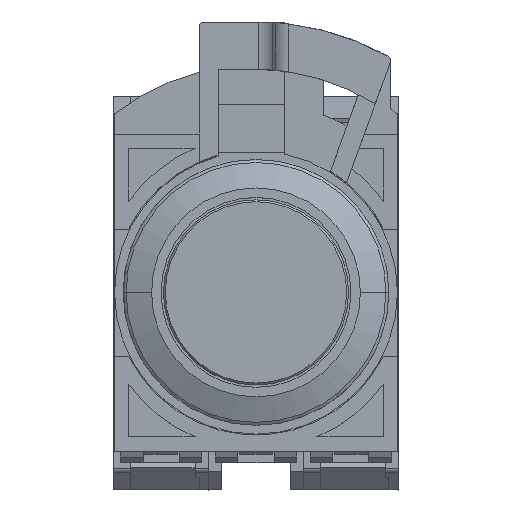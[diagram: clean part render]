
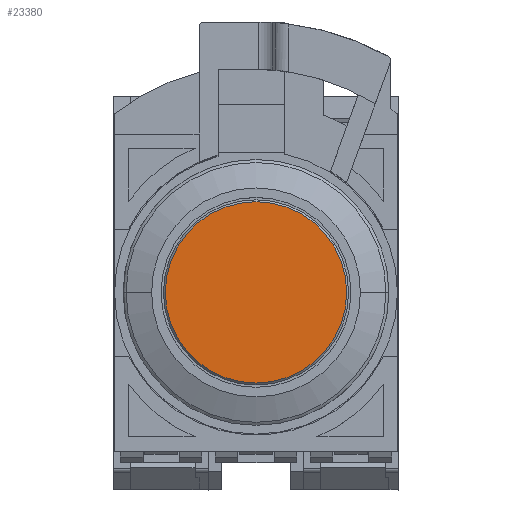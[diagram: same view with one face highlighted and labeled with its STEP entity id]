
A CAD part, top view. The second image highlights one B-rep face of the part: STEP entity #23380.
In plain terms, the highlighted planar face has unit normal (0, 0, 1).
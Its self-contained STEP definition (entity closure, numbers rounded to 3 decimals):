
#380 = VERTEX_POINT ( 'NONE', #26789 ) ;
#2845 = AXIS2_PLACEMENT_3D ( 'NONE', #5204, #15187, #25156 ) ;
#5204 = CARTESIAN_POINT ( 'NONE',  ( 0., 0., 3.5 ) ) ;
#6340 = VERTEX_POINT ( 'NONE', #20647 ) ;
#6790 = DIRECTION ( 'NONE',  ( 0., 0., 1. ) ) ;
#7302 = DIRECTION ( 'NONE',  ( 0., 0., 1. ) ) ;
#8708 = ORIENTED_EDGE ( 'NONE', *, *, #15271, .T. ) ;
#9239 = FACE_OUTER_BOUND ( 'NONE', #21472, .T. ) ;
#15187 = DIRECTION ( 'NONE',  ( 0., 0., 1. ) ) ;
#15250 = ORIENTED_EDGE ( 'NONE', *, *, #15603, .T. ) ;
#15271 = EDGE_CURVE ( 'NONE', #380, #6340, #16949, .T. ) ;
#15603 = EDGE_CURVE ( 'NONE', #6340, #380, #30010, .T. ) ;
#15918 = AXIS2_PLACEMENT_3D ( 'NONE', #29691, #7302, #17291 ) ;
#16785 = DIRECTION ( 'NONE',  ( 1., 0., 0. ) ) ;
#16949 = CIRCLE ( 'NONE', #2845, 9.55 ) ;
#17291 = DIRECTION ( 'NONE',  ( 0., 1., 0. ) ) ;
#19231 = PLANE ( 'NONE',  #25455 ) ;
#20647 = CARTESIAN_POINT ( 'NONE',  ( 0., -9.55, 3.5 ) ) ;
#21472 = EDGE_LOOP ( 'NONE', ( #8708, #15250 ) ) ;
#23380 = ADVANCED_FACE ( 'NONE', ( #9239 ), #19231, .T. ) ;
#25156 = DIRECTION ( 'NONE',  ( 0., 1., 0. ) ) ;
#25455 = AXIS2_PLACEMENT_3D ( 'NONE', #29190, #6790, #16785 ) ;
#26789 = CARTESIAN_POINT ( 'NONE',  ( 0., 9.55, 3.5 ) ) ;
#29190 = CARTESIAN_POINT ( 'NONE',  ( -9.665, -9.665, 3.5 ) ) ;
#29691 = CARTESIAN_POINT ( 'NONE',  ( 0., 0., 3.5 ) ) ;
#30010 = CIRCLE ( 'NONE', #15918, 9.55 ) ;
